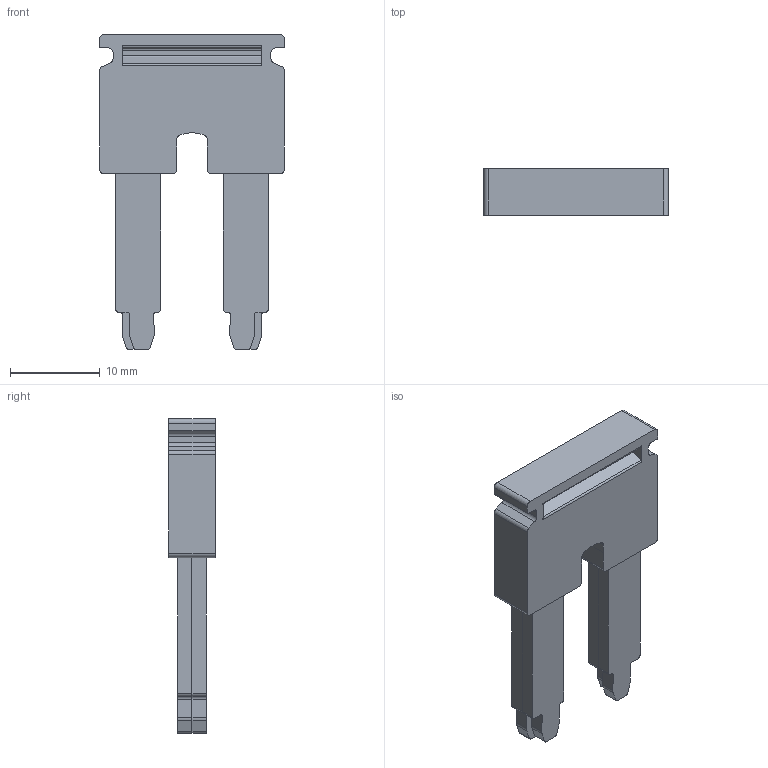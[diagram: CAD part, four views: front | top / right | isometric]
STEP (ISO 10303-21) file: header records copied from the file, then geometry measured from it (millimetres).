
FILE_DESCRIPTION(('CATIA V5R22 STEP214','CAx-IF Rec.Pracs.--- Model Styling and Organization---1.4--- 2014-01-23'),'2;1');
FILE_NAME ('020197-6_0', '2021-06-24T12:02:37+00:00', ('Weidmueller Interface'), ('Weidmueller'), 'CATIA Version 5-6 Release 2016 SP3 HF44', 'CATIA V5 STEP AP214', 'none');
FILE_SCHEMA(('AUTOMOTIVE_DESIGN { 1 0 10303 214 1 1 1 1 }'));
Length unit declared in the file: millimetre
Products named in the file (1): 1739690000
Bounding box: 20.6 x 5.2 x 35.1 mm (x, y, z)
Volume: 2034.8 mm3; surface area: 2134 mm2
Topology: 5 solids, 5 shells, 136 faces, 372 edges, 248 vertices
Faces by surface type: plane 77, cylinder 59
Entity records: 4138 total; most frequent: ORIENTED_EDGE 744, CARTESIAN_POINT 735, DIRECTION 600, EDGE_CURVE 372, VECTOR 254, LINE 254, VERTEX_POINT 248, AXIS2_PLACEMENT_3D 233
